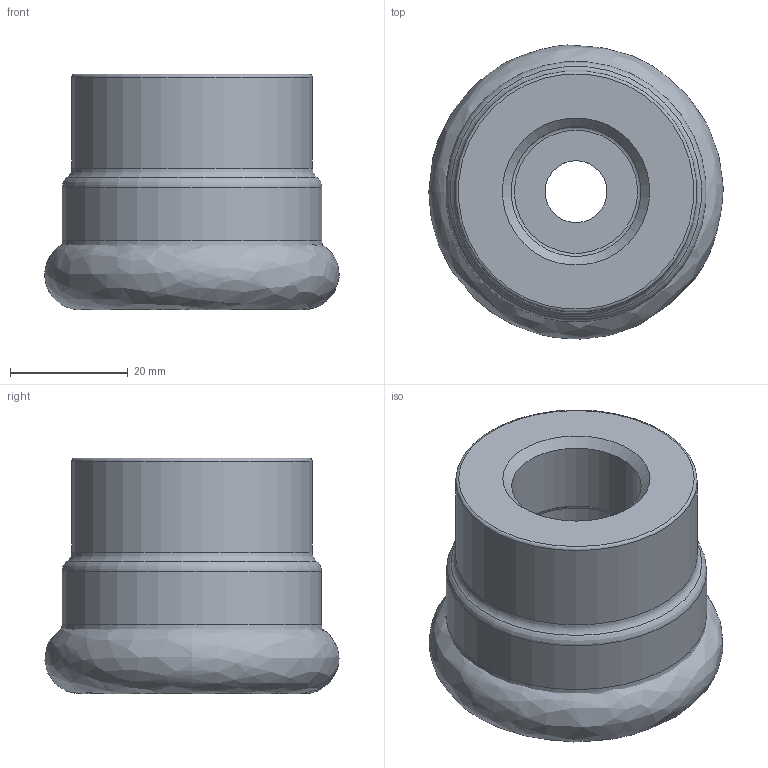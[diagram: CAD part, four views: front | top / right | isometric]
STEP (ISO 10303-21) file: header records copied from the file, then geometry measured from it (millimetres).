
FILE_DESCRIPTION(/* description */ (''),/* implementation_level */ '2;1');
FILE_NAME(/* name */ '1543897933742.stp',/* time_stamp */ '2018-12-04T10:02:41+06:00',/* author */ (''),/* organization */ ('SMS'),/* preprocessor_version */ 'ST-DEVELOPER v15',/* originating_system */ 'SIEMENS PLM Software NX 8.5',/* authorisation */ '');
FILE_SCHEMA (('AUTOMOTIVE_DESIGN { 1 0 10303 214 3 1 1 1 }'));
Length unit declared in the file: millimetre
Products named in the file (4): 201862488mod000_00; 201954452mod000_00; ASSEMBLY_CONSTRUCTION; 201954451mod000_00
Assembly tree (3 placements, depth 2):
  201954451mod000_00
    ASSEMBLY_CONSTRUCTION
    201954452mod000_00
    201862488mod000_00
Bounding box: 49.99 x 49.93 x 40 mm (x, y, z)
Volume: 58205.6 mm3; surface area: 14667.9 mm2
Topology: 2 solids, 2 shells, 27 faces, 54 edges, 45 vertices
Faces by surface type: torus 10, cylinder 6, plane 5, cone 3, revolution 2, bspline 1
Full cylindrical faces by diameter (mm): 10.5 x1, 17.1 x1, 22.011 x1, 22.5 x1, 41 x1, 44.232 x1
Entity records: 2454 total; most frequent: CARTESIAN_POINT 1746, DIRECTION 134, AXIS2_PLACEMENT_3D 66, FACE_BOUND 53, EDGE_LOOP 52, ORIENTED_EDGE 52, STYLED_ITEM 28, PRESENTATION_STYLE_ASSIGNMENT 28
